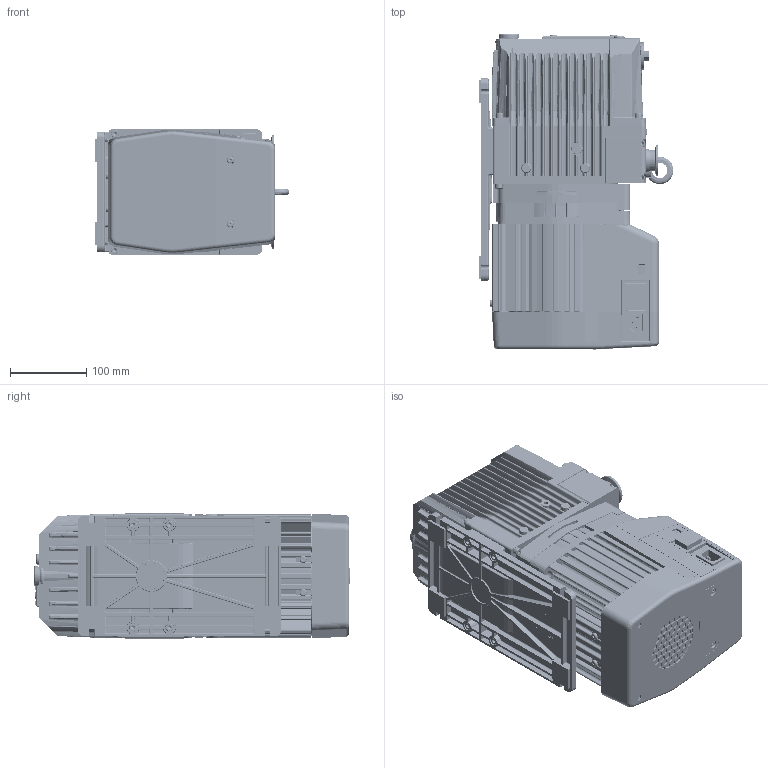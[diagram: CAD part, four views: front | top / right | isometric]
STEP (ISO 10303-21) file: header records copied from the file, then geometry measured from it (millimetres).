
FILE_DESCRIPTION(/* description */ ('DuoVane 5 Drehschieberpumpe'),/* implementation_level */ '2;1');
FILE_NAME(/* name */ 'PK D910 020 C0.stp',/* time_stamp */ '2024-11-11T10:44:44+01:00',/* author */ ('dennis.funk'),/* organization */ (''),/* preprocessor_version */ 'ST-DEVELOPER v18.1',/* originating_system */ 'Autodesk Inventor 2021',/* authorisation */ '');
FILE_SCHEMA (('AUTOMOTIVE_DESIGN { 1 0 10303 214 3 1 1 }'));
Products named in the file (1): PK 902 651_SW
Bounding box: 255.6 x 413.6 x 164 mm (x, y, z)
Volume: 11964613.7 mm3; surface area: 681662.7 mm2
Topology: 1 solids, 36 shells, 6898 faces, 18002 edges, 11240 vertices
Faces by surface type: plane 2843, cylinder 2172, bspline 1261, cone 211, sphere 206, torus 205
Full cylindrical faces by diameter (mm): 0.8 x1, 3.3 x1, 4 x7, 4.134 x1, 4.5 x1, 4.917 x7, 5 x2, 6 x12, 6.6 x5, 7 x2, 8 x5, 8.128 x1, 8.528 x1, 8.566 x1, 9 x1, 9.15 x4, 9.8 x1, 10 x18, 10.2 x1, 11 x7, 11.8 x2, 12.3 x1, 12.5 x2, 14 x2, 15.8 x1, 16 x1, 16.96 x1, 17 x3, 17.5 x1, 18.655 x2
Entity records: 371943 total; most frequent: CARTESIAN_POINT 204858, ORIENTED_EDGE 35860, DIRECTION 29910, EDGE_CURVE 17930, VERTEX_POINT 11240, AXIS2_PLACEMENT_3D 10748, LINE 8414, VECTOR 8414
